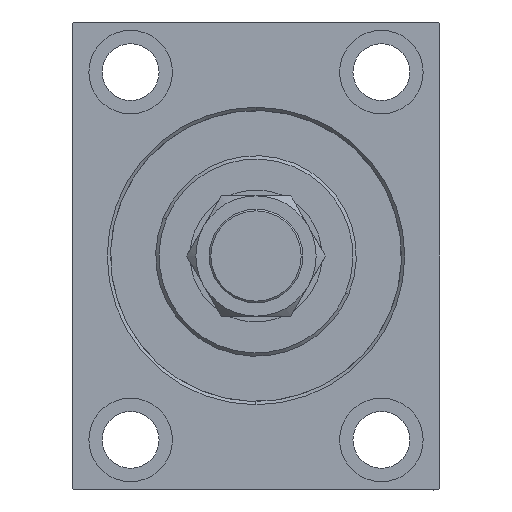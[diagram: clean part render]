
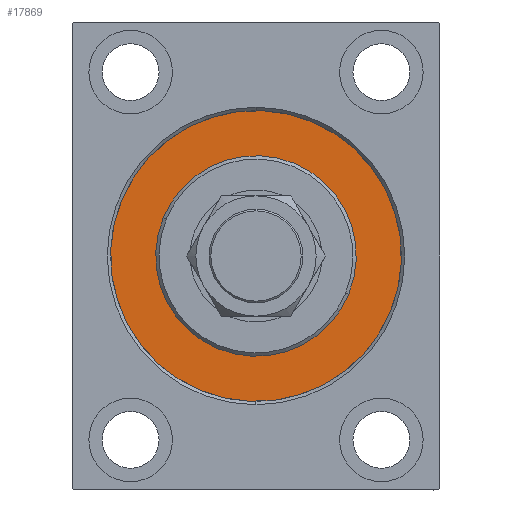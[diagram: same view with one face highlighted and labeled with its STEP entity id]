
A CAD part, left-side view. The second image highlights one B-rep face of the part: STEP entity #17869.
In plain terms, the highlighted face is planar.
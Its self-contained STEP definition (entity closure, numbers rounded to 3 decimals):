
#737 = AXIS2_PLACEMENT_3D ( 'NONE', #15326, #8610, #1922 ) ;
#832 = ORIENTED_EDGE ( 'NONE', *, *, #3234, .F. ) ;
#1297 = EDGE_LOOP ( 'NONE', ( #22306, #7299 ) ) ;
#1922 = DIRECTION ( 'NONE',  ( 0., 0., 1. ) ) ;
#2043 = CIRCLE ( 'NONE', #7911, 43.5 ) ;
#2512 = DIRECTION ( 'NONE',  ( -1., 0., 0. ) ) ;
#3234 = EDGE_CURVE ( 'NONE', #12567, #20199, #32316, .T. ) ;
#3482 = DIRECTION ( 'NONE',  ( 0., 0., 1. ) ) ;
#4005 = EDGE_CURVE ( 'NONE', #20199, #12567, #20358, .T. ) ;
#6259 = CARTESIAN_POINT ( 'NONE',  ( 0., 0., 0. ) ) ;
#6505 = CIRCLE ( 'NONE', #9445, 43.5 ) ;
#7299 = ORIENTED_EDGE ( 'NONE', *, *, #40715, .F. ) ;
#7911 = AXIS2_PLACEMENT_3D ( 'NONE', #34183, #2512, #24215 ) ;
#7921 = FACE_BOUND ( 'NONE', #10421, .T. ) ;
#8610 = DIRECTION ( 'NONE',  ( -1., 0., 0. ) ) ;
#9238 = DIRECTION ( 'NONE',  ( 1., 0., 0. ) ) ;
#9368 = CARTESIAN_POINT ( 'NONE',  ( 0., 0., -43.5 ) ) ;
#9445 = AXIS2_PLACEMENT_3D ( 'NONE', #6259, #13629, #3482 ) ;
#10421 = EDGE_LOOP ( 'NONE', ( #22759, #832 ) ) ;
#12567 = VERTEX_POINT ( 'NONE', #15918 ) ;
#13574 = CARTESIAN_POINT ( 'NONE',  ( 0., 0., 0. ) ) ;
#13629 = DIRECTION ( 'NONE',  ( -1., 0., 0. ) ) ;
#15326 = CARTESIAN_POINT ( 'NONE',  ( 0., 0., 0. ) ) ;
#15790 = CARTESIAN_POINT ( 'NONE',  ( 0., 0., 43.5 ) ) ;
#15918 = CARTESIAN_POINT ( 'NONE',  ( 0., 0., -30. ) ) ;
#15947 = AXIS2_PLACEMENT_3D ( 'NONE', #13574, #20281, #33960 ) ;
#17869 = ADVANCED_FACE ( 'NONE', ( #7921, #22025 ), #29189, .F. ) ;
#18839 = VERTEX_POINT ( 'NONE', #15790 ) ;
#19865 = CARTESIAN_POINT ( 'NONE',  ( 0., 0., 0. ) ) ;
#20199 = VERTEX_POINT ( 'NONE', #36286 ) ;
#20281 = DIRECTION ( 'NONE',  ( 1., 0., 0. ) ) ;
#20358 = CIRCLE ( 'NONE', #28509, 30. ) ;
#22025 = FACE_OUTER_BOUND ( 'NONE', #1297, .T. ) ;
#22306 = ORIENTED_EDGE ( 'NONE', *, *, #40203, .F. ) ;
#22759 = ORIENTED_EDGE ( 'NONE', *, *, #4005, .F. ) ;
#24215 = DIRECTION ( 'NONE',  ( 0., 0., 1. ) ) ;
#26813 = DIRECTION ( 'NONE',  ( 0., 0., -1. ) ) ;
#28509 = AXIS2_PLACEMENT_3D ( 'NONE', #19865, #9238, #26813 ) ;
#29189 = PLANE ( 'NONE',  #737 ) ;
#32316 = CIRCLE ( 'NONE', #15947, 30. ) ;
#33960 = DIRECTION ( 'NONE',  ( 0., 0., -1. ) ) ;
#34183 = CARTESIAN_POINT ( 'NONE',  ( 0., 0., 0. ) ) ;
#36286 = CARTESIAN_POINT ( 'NONE',  ( 0., 0., 30. ) ) ;
#40203 = EDGE_CURVE ( 'NONE', #43088, #18839, #2043, .T. ) ;
#40715 = EDGE_CURVE ( 'NONE', #18839, #43088, #6505, .T. ) ;
#43088 = VERTEX_POINT ( 'NONE', #9368 ) ;
